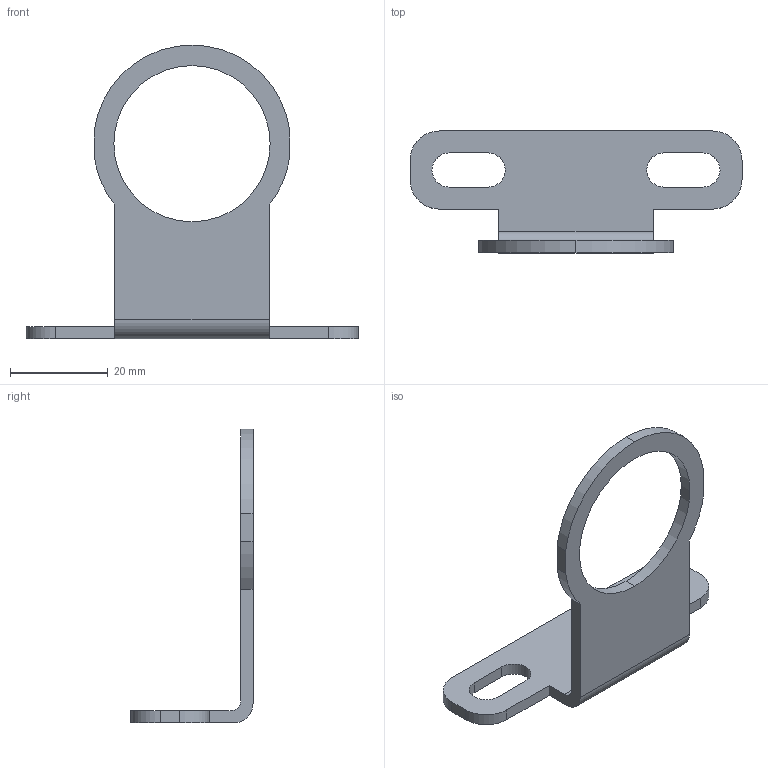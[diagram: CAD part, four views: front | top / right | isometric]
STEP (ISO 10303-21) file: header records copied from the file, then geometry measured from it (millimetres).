
FILE_DESCRIPTION (( 'STEP AP203' ), '1' );
FILE_NAME ('SE_01_2_3004.STEP', '2020-10-21T10:59:22', ( '' ), ( '' ), 'SwSTEP 2.0', 'SolidWorks 2017', '' );
FILE_SCHEMA (( 'CONFIG_CONTROL_DESIGN' ));
Length unit declared in the file: millimetre
Products named in the file (1): SE_01_2_3004
Bounding box: 68 x 25 x 60.2 mm (x, y, z)
Volume: 5539.4 mm3; surface area: 5562.7 mm2
Topology: 1 solids, 1 shells, 35 faces, 99 edges, 66 vertices
Faces by surface type: cylinder 18, plane 17
Entity records: 1238 total; most frequent: DIRECTION 207, CARTESIAN_POINT 201, ORIENTED_EDGE 198, EDGE_CURVE 99, AXIS2_PLACEMENT_3D 72, VERTEX_POINT 66, VECTOR 63, LINE 63
